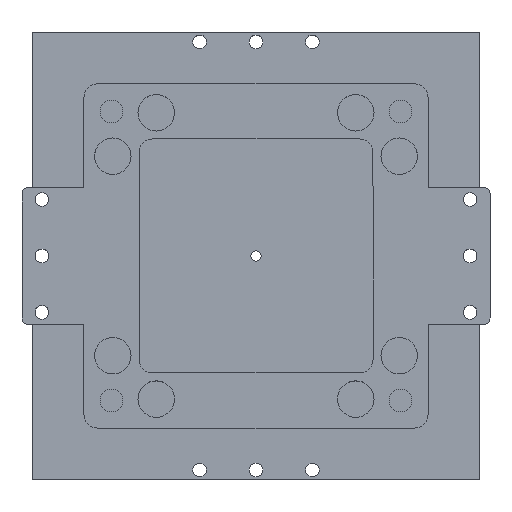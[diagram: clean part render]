
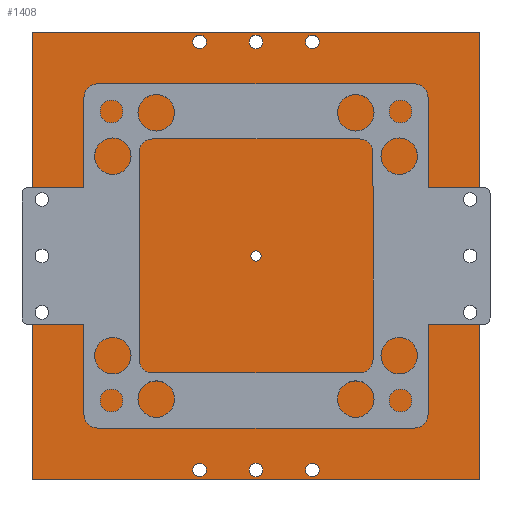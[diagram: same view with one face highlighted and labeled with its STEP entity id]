
A CAD part, top view. The second image highlights one B-rep face of the part: STEP entity #1408.
In plain terms, the highlighted planar face has unit normal (0, 0, 1).
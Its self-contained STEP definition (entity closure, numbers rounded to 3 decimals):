
#67=FACE_BOUND('',#288,.T.);
#68=FACE_BOUND('',#289,.T.);
#69=FACE_BOUND('',#290,.T.);
#70=FACE_BOUND('',#291,.T.);
#71=FACE_BOUND('',#292,.T.);
#72=FACE_BOUND('',#293,.T.);
#73=FACE_BOUND('',#294,.T.);
#74=FACE_BOUND('',#295,.T.);
#75=FACE_BOUND('',#296,.T.);
#76=FACE_BOUND('',#297,.T.);
#77=FACE_BOUND('',#298,.T.);
#78=FACE_BOUND('',#299,.T.);
#79=FACE_BOUND('',#300,.T.);
#115=PLANE('',#1634);
#182=FACE_OUTER_BOUND('',#287,.T.);
#287=EDGE_LOOP('',(#1266,#1267,#1268,#1269));
#288=EDGE_LOOP('',(#1270));
#289=EDGE_LOOP('',(#1271));
#290=EDGE_LOOP('',(#1272));
#291=EDGE_LOOP('',(#1273));
#292=EDGE_LOOP('',(#1274));
#293=EDGE_LOOP('',(#1275));
#294=EDGE_LOOP('',(#1276));
#295=EDGE_LOOP('',(#1277));
#296=EDGE_LOOP('',(#1278));
#297=EDGE_LOOP('',(#1279));
#298=EDGE_LOOP('',(#1280));
#299=EDGE_LOOP('',(#1281));
#300=EDGE_LOOP('',(#1282));
#408=LINE('',#2423,#511);
#411=LINE('',#2429,#514);
#414=LINE('',#2435,#517);
#417=LINE('',#2439,#520);
#511=VECTOR('',#2033,10.);
#514=VECTOR('',#2038,10.);
#517=VECTOR('',#2043,10.);
#520=VECTOR('',#2048,10.);
#582=CIRCLE('',#1593,1.);
#584=CIRCLE('',#1596,1.);
#586=CIRCLE('',#1599,1.);
#588=CIRCLE('',#1602,1.);
#590=CIRCLE('',#1605,1.);
#592=CIRCLE('',#1608,1.);
#594=CIRCLE('',#1611,1.);
#596=CIRCLE('',#1614,1.);
#598=CIRCLE('',#1617,1.);
#600=CIRCLE('',#1620,1.);
#602=CIRCLE('',#1623,1.);
#604=CIRCLE('',#1626,1.);
#606=CIRCLE('',#1629,0.75);
#700=VERTEX_POINT('',#2341);
#702=VERTEX_POINT('',#2347);
#704=VERTEX_POINT('',#2353);
#706=VERTEX_POINT('',#2359);
#708=VERTEX_POINT('',#2365);
#710=VERTEX_POINT('',#2371);
#712=VERTEX_POINT('',#2377);
#714=VERTEX_POINT('',#2383);
#716=VERTEX_POINT('',#2389);
#718=VERTEX_POINT('',#2395);
#720=VERTEX_POINT('',#2401);
#722=VERTEX_POINT('',#2407);
#724=VERTEX_POINT('',#2413);
#727=VERTEX_POINT('',#2420);
#728=VERTEX_POINT('',#2422);
#730=VERTEX_POINT('',#2428);
#732=VERTEX_POINT('',#2434);
#873=EDGE_CURVE('',#700,#700,#582,.T.);
#876=EDGE_CURVE('',#702,#702,#584,.T.);
#879=EDGE_CURVE('',#704,#704,#586,.T.);
#882=EDGE_CURVE('',#706,#706,#588,.T.);
#885=EDGE_CURVE('',#708,#708,#590,.T.);
#888=EDGE_CURVE('',#710,#710,#592,.T.);
#891=EDGE_CURVE('',#712,#712,#594,.T.);
#894=EDGE_CURVE('',#714,#714,#596,.T.);
#897=EDGE_CURVE('',#716,#716,#598,.T.);
#900=EDGE_CURVE('',#718,#718,#600,.T.);
#903=EDGE_CURVE('',#720,#720,#602,.T.);
#906=EDGE_CURVE('',#722,#722,#604,.T.);
#909=EDGE_CURVE('',#724,#724,#606,.T.);
#912=EDGE_CURVE('',#728,#727,#408,.T.);
#915=EDGE_CURVE('',#730,#728,#411,.T.);
#918=EDGE_CURVE('',#732,#730,#414,.T.);
#921=EDGE_CURVE('',#727,#732,#417,.T.);
#1266=ORIENTED_EDGE('',*,*,#921,.T.);
#1267=ORIENTED_EDGE('',*,*,#918,.T.);
#1268=ORIENTED_EDGE('',*,*,#915,.T.);
#1269=ORIENTED_EDGE('',*,*,#912,.T.);
#1270=ORIENTED_EDGE('',*,*,#873,.T.);
#1271=ORIENTED_EDGE('',*,*,#876,.T.);
#1272=ORIENTED_EDGE('',*,*,#879,.T.);
#1273=ORIENTED_EDGE('',*,*,#882,.T.);
#1274=ORIENTED_EDGE('',*,*,#885,.T.);
#1275=ORIENTED_EDGE('',*,*,#888,.T.);
#1276=ORIENTED_EDGE('',*,*,#891,.T.);
#1277=ORIENTED_EDGE('',*,*,#894,.T.);
#1278=ORIENTED_EDGE('',*,*,#897,.T.);
#1279=ORIENTED_EDGE('',*,*,#900,.T.);
#1280=ORIENTED_EDGE('',*,*,#903,.T.);
#1281=ORIENTED_EDGE('',*,*,#906,.T.);
#1282=ORIENTED_EDGE('',*,*,#909,.T.);
#1408=ADVANCED_FACE('',(#182,#67,#68,#69,#70,#71,#72,#73,#74,#75,#76,#77,
#78,#79),#115,.T.);
#1593=AXIS2_PLACEMENT_3D('',#2343,#1943,#1944);
#1596=AXIS2_PLACEMENT_3D('',#2349,#1950,#1951);
#1599=AXIS2_PLACEMENT_3D('',#2355,#1957,#1958);
#1602=AXIS2_PLACEMENT_3D('',#2361,#1964,#1965);
#1605=AXIS2_PLACEMENT_3D('',#2367,#1971,#1972);
#1608=AXIS2_PLACEMENT_3D('',#2373,#1978,#1979);
#1611=AXIS2_PLACEMENT_3D('',#2379,#1985,#1986);
#1614=AXIS2_PLACEMENT_3D('',#2385,#1992,#1993);
#1617=AXIS2_PLACEMENT_3D('',#2391,#1999,#2000);
#1620=AXIS2_PLACEMENT_3D('',#2397,#2006,#2007);
#1623=AXIS2_PLACEMENT_3D('',#2403,#2013,#2014);
#1626=AXIS2_PLACEMENT_3D('',#2409,#2020,#2021);
#1629=AXIS2_PLACEMENT_3D('',#2415,#2027,#2028);
#1634=AXIS2_PLACEMENT_3D('',#2440,#2049,#2050);
#1943=DIRECTION('center_axis',(0.,0.,-1.));
#1944=DIRECTION('ref_axis',(0.,-1.,0.));
#1950=DIRECTION('center_axis',(0.,0.,-1.));
#1951=DIRECTION('ref_axis',(0.,-1.,0.));
#1957=DIRECTION('center_axis',(0.,0.,-1.));
#1958=DIRECTION('ref_axis',(0.,-1.,0.));
#1964=DIRECTION('center_axis',(0.,0.,-1.));
#1965=DIRECTION('ref_axis',(0.,-1.,0.));
#1971=DIRECTION('center_axis',(0.,0.,-1.));
#1972=DIRECTION('ref_axis',(0.,-1.,0.));
#1978=DIRECTION('center_axis',(0.,0.,-1.));
#1979=DIRECTION('ref_axis',(0.,-1.,0.));
#1985=DIRECTION('center_axis',(0.,0.,-1.));
#1986=DIRECTION('ref_axis',(-1.,0.,0.));
#1992=DIRECTION('center_axis',(0.,0.,-1.));
#1993=DIRECTION('ref_axis',(-1.,0.,0.));
#1999=DIRECTION('center_axis',(0.,0.,-1.));
#2000=DIRECTION('ref_axis',(-1.,0.,0.));
#2006=DIRECTION('center_axis',(0.,0.,-1.));
#2007=DIRECTION('ref_axis',(-1.,0.,0.));
#2013=DIRECTION('center_axis',(0.,0.,-1.));
#2014=DIRECTION('ref_axis',(-1.,0.,0.));
#2020=DIRECTION('center_axis',(0.,0.,-1.));
#2021=DIRECTION('ref_axis',(-1.,0.,0.));
#2027=DIRECTION('center_axis',(0.,0.,-1.));
#2028=DIRECTION('ref_axis',(-1.,0.,0.));
#2033=DIRECTION('',(0.,1.,0.));
#2038=DIRECTION('',(1.,0.,0.));
#2043=DIRECTION('',(0.,-1.,0.));
#2048=DIRECTION('',(-1.,0.,0.));
#2049=DIRECTION('center_axis',(0.,0.,1.));
#2050=DIRECTION('ref_axis',(1.,0.,0.));
#2341=CARTESIAN_POINT('',(31.1,-9.2,51.));
#2343=CARTESIAN_POINT('Origin',(31.1,-10.2,51.));
#2347=CARTESIAN_POINT('',(-31.1,7.2,51.));
#2349=CARTESIAN_POINT('Origin',(-31.1,6.2,51.));
#2353=CARTESIAN_POINT('',(31.1,-1.,51.));
#2355=CARTESIAN_POINT('Origin',(31.1,-2.,51.));
#2359=CARTESIAN_POINT('',(-31.1,-1.,51.));
#2361=CARTESIAN_POINT('Origin',(-31.1,-2.,51.));
#2365=CARTESIAN_POINT('',(-31.1,-9.2,51.));
#2367=CARTESIAN_POINT('Origin',(-31.1,-10.2,51.));
#2371=CARTESIAN_POINT('',(31.1,7.2,51.));
#2373=CARTESIAN_POINT('Origin',(31.1,6.2,51.));
#2377=CARTESIAN_POINT('',(-7.2,29.1,51.));
#2379=CARTESIAN_POINT('Origin',(-8.2,29.1,51.));
#2383=CARTESIAN_POINT('',(9.2,-33.1,51.));
#2385=CARTESIAN_POINT('Origin',(8.2,-33.1,51.));
#2389=CARTESIAN_POINT('',(1.,-33.1,51.));
#2391=CARTESIAN_POINT('Origin',(0.,-33.1,51.));
#2395=CARTESIAN_POINT('',(1.,29.1,51.));
#2397=CARTESIAN_POINT('Origin',(0.,29.1,51.));
#2401=CARTESIAN_POINT('',(-7.2,-33.1,51.));
#2403=CARTESIAN_POINT('Origin',(-8.2,-33.1,51.));
#2407=CARTESIAN_POINT('',(9.2,29.1,51.));
#2409=CARTESIAN_POINT('Origin',(8.2,29.1,51.));
#2413=CARTESIAN_POINT('',(0.75,-2.,51.));
#2415=CARTESIAN_POINT('Origin',(0.,-2.,
51.));
#2420=CARTESIAN_POINT('',(32.5,30.5,51.));
#2422=CARTESIAN_POINT('',(32.5,-34.5,51.));
#2423=CARTESIAN_POINT('',(32.5,-34.5,51.));
#2428=CARTESIAN_POINT('',(-32.5,-34.5,51.));
#2429=CARTESIAN_POINT('',(-32.5,-34.5,51.));
#2434=CARTESIAN_POINT('',(-32.5,30.5,51.));
#2435=CARTESIAN_POINT('',(-32.5,30.5,51.));
#2439=CARTESIAN_POINT('',(32.5,30.5,51.));
#2440=CARTESIAN_POINT('Origin',(0.,-2.,
51.));
